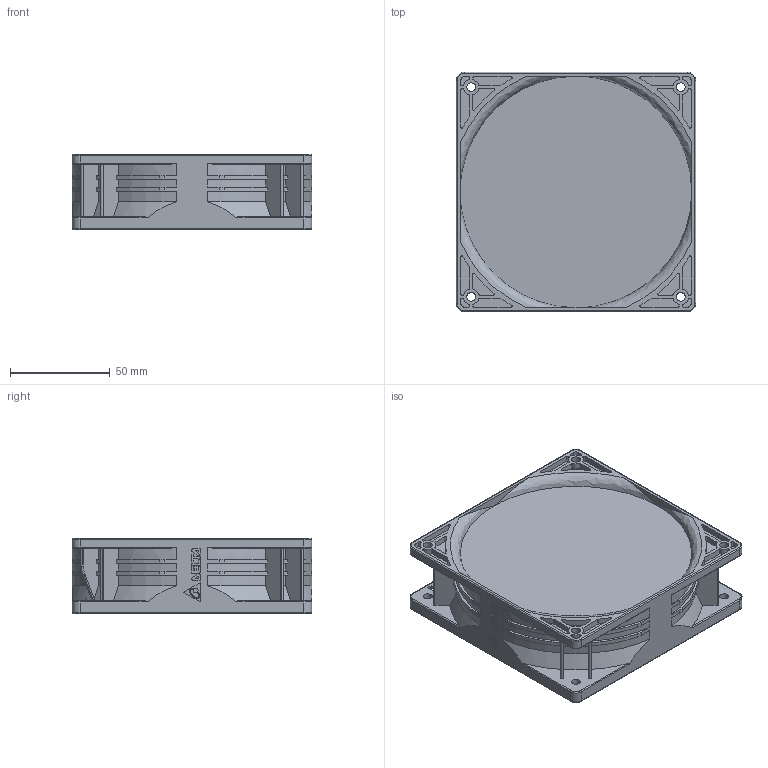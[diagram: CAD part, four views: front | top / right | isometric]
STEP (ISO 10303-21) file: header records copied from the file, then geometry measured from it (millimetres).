
FILE_DESCRIPTION((''),'2;1');
FILE_NAME('410208140002_PFB12038-00','2021-09-10T',('NICK.JZ.LI'),(''),'CREO PARAMETRIC BY PTC INC, 2018220','CREO PARAMETRIC BY PTC INC, 2018220','');
FILE_SCHEMA(('CONFIG_CONTROL_DESIGN'));
Length unit declared in the file: millimetre
Products named in the file (1): 410208140002_PFB12038-00
Bounding box: 120 x 120 x 38 mm (x, y, z)
Volume: 390941 mm3; surface area: 65664.6 mm2
Topology: 1 solids, 2 shells, 807 faces, 2242 edges, 1483 vertices
Faces by surface type: cylinder 394, plane 316, bspline 71, cone 26
Entity records: 37333 total; most frequent: CARTESIAN_POINT 16544, ORIENTED_EDGE 4482, DIRECTION 4279, EDGE_CURVE 2241, AXIS2_PLACEMENT_3D 1551, VERTEX_POINT 1483, VECTOR 1177, LINE 1177
